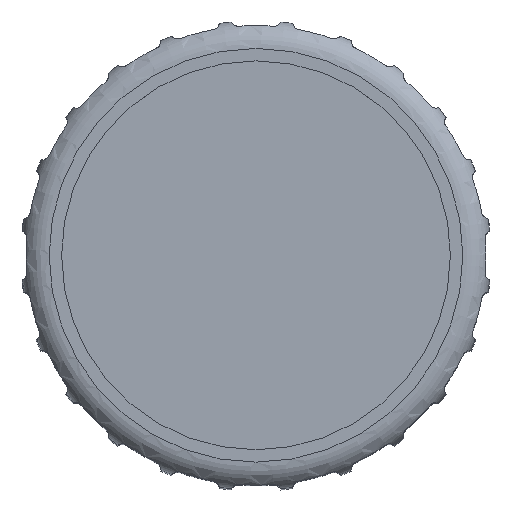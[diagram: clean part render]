
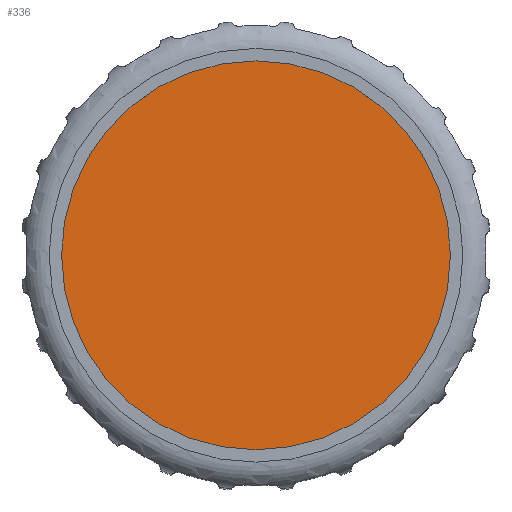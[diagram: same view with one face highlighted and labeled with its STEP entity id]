
A CAD part, top view. The second image highlights one B-rep face of the part: STEP entity #336.
In plain terms, the highlighted planar face has unit normal (0, 0, 1).
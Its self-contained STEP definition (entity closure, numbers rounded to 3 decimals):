
#336 = ADVANCED_FACE( '', ( #763 ), #764, .T. );
#763 = FACE_OUTER_BOUND( '', #1276, .T. );
#764 = PLANE( '', #1277 );
#1276 = EDGE_LOOP( '', ( #2277 ) );
#1277 = AXIS2_PLACEMENT_3D( '', #2278, #2279, #2280 );
#2277 = ORIENTED_EDGE( '', *, *, #3451, .F. );
#2278 = CARTESIAN_POINT( '', ( -16.5, 0., 51. ) );
#2279 = DIRECTION( '', ( 0., 0., 1. ) );
#2280 = DIRECTION( '', ( 1., 0., 0. ) );
#3451 = EDGE_CURVE( '', #4306, #4306, #4307, .T. );
#4306 = VERTEX_POINT( '', #6226 );
#4307 = CIRCLE( '', #6227, 16.5 );
#6226 = CARTESIAN_POINT( '', ( -16.5, 0., 51. ) );
#6227 = AXIS2_PLACEMENT_3D( '', #7460, #7461, #7462 );
#7460 = CARTESIAN_POINT( '', ( 0., 0., 51. ) );
#7461 = DIRECTION( '', ( 0., 0., -1. ) );
#7462 = DIRECTION( '', ( -1., 0., 0. ) );
